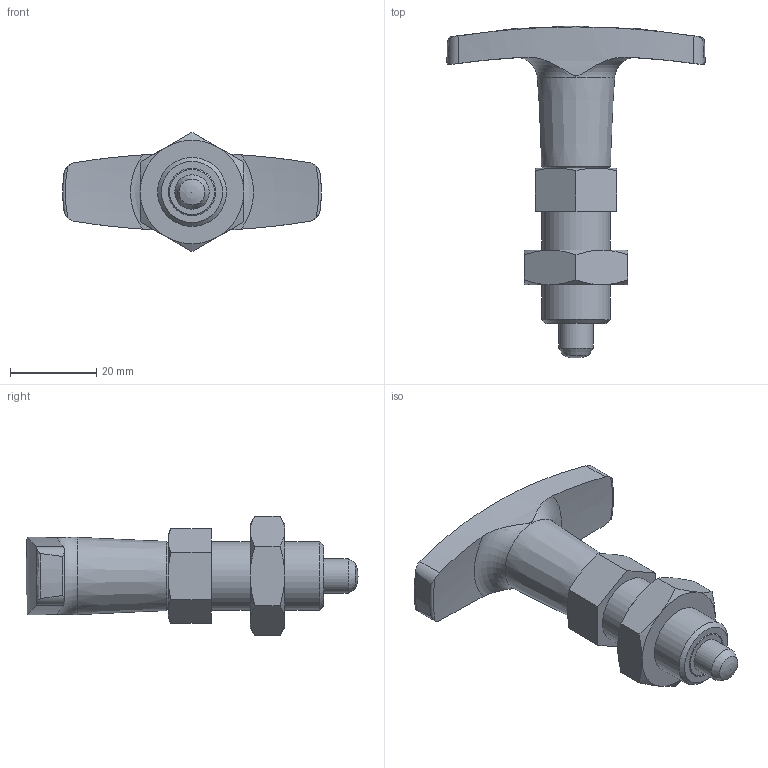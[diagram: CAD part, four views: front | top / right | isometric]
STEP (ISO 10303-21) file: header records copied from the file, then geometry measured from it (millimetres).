
FILE_DESCRIPTION( ( 'STEP AP214' ), '1' );
FILE_NAME( 'K1124.63080.stp', '2020-12-10T10:10:11', ( '' ), ( '' ), ' ', 'PARTsolutions', ' ' );
FILE_SCHEMA( ( 'AUTOMOTIVE_DESIGN { 1 0 10303 214 1 1 1 1 }' ) );
Length unit declared in the file: millimetre
Products named in the file (1): _K1124.63080
Bounding box: 59.93 x 77 x 27.71 mm (x, y, z)
Volume: 22800.4 mm3; surface area: 8629.6 mm2
Topology: 1 solids, 2 shells, 67 faces, 161 edges, 101 vertices
Faces by surface type: cone 27, plane 19, cylinder 12, torus 5, bspline 2, sphere 2
Full cylindrical faces by diameter (mm): 8 x2, 11 x2, 16 x2
Entity records: 2710 total; most frequent: CARTESIAN_POINT 814, ORIENTED_EDGE 274, DIRECTION 248, EDGE_CURVE 137, AXIS2_PLACEMENT_3D 113, VERTEX_POINT 95, EDGE_LOOP 88, FACE_OUTER_BOUND 74
